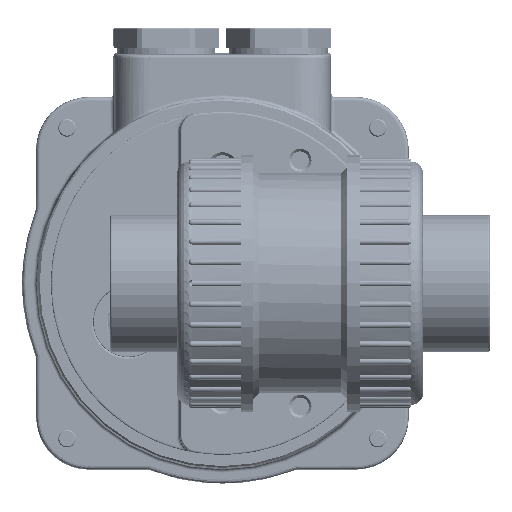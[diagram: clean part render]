
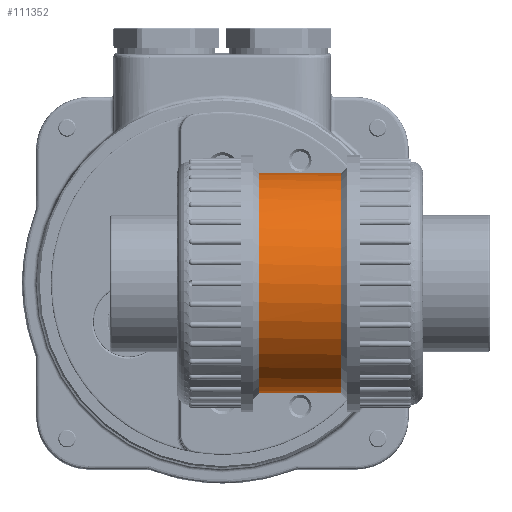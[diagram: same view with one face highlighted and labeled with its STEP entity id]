
A CAD part, front view. The second image highlights one B-rep face of the part: STEP entity #111352.
In plain terms, the highlighted cylindrical face has radius 31.25 mm (diameter 62.5 mm), a partial arc.
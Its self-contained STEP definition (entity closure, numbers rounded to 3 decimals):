
#542 = CARTESIAN_POINT ( 'NONE',  ( -7.745, 29.227, 11.061 ) ) ;
#1193 = CARTESIAN_POINT ( 'NONE',  ( 4.084, 28.472, 12.881 ) ) ;
#7894 = CARTESIAN_POINT ( 'NONE',  ( 11.65, 30.496, 6.821 ) ) ;
#8519 = AXIS2_PLACEMENT_3D ( 'NONE', #136404, #46325, #151616 ) ;
#9750 = DIRECTION ( 'NONE',  ( 0., 0., -1. ) ) ;
#12916 = CARTESIAN_POINT ( 'NONE',  ( -11.65, 0., -31.25 ) ) ;
#15634 = CARTESIAN_POINT ( 'NONE',  ( -7.01, 29.041, 11.541 ) ) ;
#15742 = CARTESIAN_POINT ( 'NONE',  ( -11.65, 0., 0. ) ) ;
#16261 = CARTESIAN_POINT ( 'NONE',  ( 5.727, 28.755, 12.239 ) ) ;
#22367 = EDGE_CURVE ( 'NONE', #77592, #140109, #85637, .T. ) ;
#30107 = CARTESIAN_POINT ( 'NONE',  ( -11.356, 30.384, 7.324 ) ) ;
#30730 = CARTESIAN_POINT ( 'NONE',  ( -4.666, 28.545, 12.723 ) ) ;
#30828 = DIRECTION ( 'NONE',  ( 0., 0., -1. ) ) ;
#31374 = CARTESIAN_POINT ( 'NONE',  ( 7.267, 29.101, 11.392 ) ) ;
#37145 = VERTEX_POINT ( 'NONE', #128944 ) ;
#42975 = EDGE_CURVE ( 'NONE', #77592, #37145, #161752, .T. ) ;
#45207 = CARTESIAN_POINT ( 'NONE',  ( -10.494, 30.073, 8.498 ) ) ;
#45852 = CARTESIAN_POINT ( 'NONE',  ( -2.367, 28.277, 13.304 ) ) ;
#46325 = DIRECTION ( 'NONE',  ( 1., 0., 0. ) ) ;
#46507 = CARTESIAN_POINT ( 'NONE',  ( 8.44, 29.419, 10.541 ) ) ;
#49059 = AXIS2_PLACEMENT_3D ( 'NONE', #188081, #98058, #68405 ) ;
#52611 = CIRCLE ( 'NONE', #125263, 31.25 ) ;
#60401 = CARTESIAN_POINT ( 'NONE',  ( -9.921, 29.878, 9.161 ) ) ;
#61042 = CARTESIAN_POINT ( 'NONE',  ( -0.6, 28.184, 13.5 ) ) ;
#61663 = CARTESIAN_POINT ( 'NONE',  ( 9.104, 29.617, 9.973 ) ) ;
#68405 = DIRECTION ( 'NONE',  ( 0., 0., -1. ) ) ;
#74025 = DIRECTION ( 'NONE',  ( -1., 0., 0. ) ) ;
#75544 = CARTESIAN_POINT ( 'NONE',  ( -9.105, 29.615, 9.984 ) ) ;
#76201 = CARTESIAN_POINT ( 'NONE',  ( 1.176, 28.202, 13.462 ) ) ;
#76849 = CARTESIAN_POINT ( 'NONE',  ( 10.351, 30.014, 8.745 ) ) ;
#77592 = VERTEX_POINT ( 'NONE', #155879 ) ;
#79993 = CYLINDRICAL_SURFACE ( 'NONE', #49059, 31.25 ) ;
#82899 = ORIENTED_EDGE ( 'NONE', *, *, #42975, .T. ) ;
#85637 = B_SPLINE_CURVE_WITH_KNOTS ( 'NONE', 3,
 ( #120230, #30107, #135317, #45207, #150512, #60401, #165534, #75544, #180653, #90703, #542, #105772, #15634, #120878, #30730, #135940, #45852, #151134, #61042, #166167, #76201, #181276, #91335, #1193, #106397, #16261, #121526, #31374, #136578, #46507, #151801, #61663, #166806, #76849, #181920, #91968 ),
 .UNSPECIFIED., .F., .F.,
 ( 4, 2, 2, 2, 2, 2, 2, 2, 2, 2, 2, 2, 2, 2, 2, 2, 2, 4 ),
 ( 0.029, 0.03, 0.031, 0.032, 0.034, 0.035, 0.036, 0.039, 0.041, 0.043, 0.045, 0.046, 0.048, 0.05, 0.052, 0.052, 0.053, 0.057 ),
 .UNSPECIFIED. ) ;
#90703 = CARTESIAN_POINT ( 'NONE',  ( -7.981, 29.291, 10.892 ) ) ;
#91335 = CARTESIAN_POINT ( 'NONE',  ( 2.947, 28.332, 13.188 ) ) ;
#91968 = CARTESIAN_POINT ( 'NONE',  ( 11.65, 30.496, 6.821 ) ) ;
#93262 = ORIENTED_EDGE ( 'NONE', *, *, #168362, .F. ) ;
#94765 = VERTEX_POINT ( 'NONE', #109575 ) ;
#97493 = ORIENTED_EDGE ( 'NONE', *, *, #22367, .F. ) ;
#98058 = DIRECTION ( 'NONE',  ( -1., 0., 0. ) ) ;
#99875 = DIRECTION ( 'NONE',  ( 1., 0., 0. ) ) ;
#105270 = CIRCLE ( 'NONE', #8519, 31.25 ) ;
#105772 = CARTESIAN_POINT ( 'NONE',  ( -7.26, 29.103, 11.385 ) ) ;
#106397 = CARTESIAN_POINT ( 'NONE',  ( 4.64, 28.558, 12.691 ) ) ;
#107348 = VERTEX_POINT ( 'NONE', #12916 ) ;
#109575 = CARTESIAN_POINT ( 'NONE',  ( 11.65, 0., -31.25 ) ) ;
#111352 = ADVANCED_FACE ( 'NONE', ( #173940 ), #79993, .T. ) ;
#118715 = CARTESIAN_POINT ( 'NONE',  ( 11.65, 0., -31.25 ) ) ;
#120230 = CARTESIAN_POINT ( 'NONE',  ( -11.65, 30.496, 6.821 ) ) ;
#120878 = CARTESIAN_POINT ( 'NONE',  ( -5.741, 28.745, 12.275 ) ) ;
#120986 = DIRECTION ( 'NONE',  ( 1., 0., 0. ) ) ;
#121526 = CARTESIAN_POINT ( 'NONE',  ( 6.258, 28.866, 11.976 ) ) ;
#125263 = AXIS2_PLACEMENT_3D ( 'NONE', #189928, #99875, #9750 ) ;
#128944 = CARTESIAN_POINT ( 'NONE',  ( -11.65, 0., 31.25 ) ) ;
#135317 = CARTESIAN_POINT ( 'NONE',  ( -11.03, 30.263, 7.805 ) ) ;
#135940 = CARTESIAN_POINT ( 'NONE',  ( -2.957, 28.333, 13.185 ) ) ;
#136404 = CARTESIAN_POINT ( 'NONE',  ( -11.65, 0., 0. ) ) ;
#136578 = CARTESIAN_POINT ( 'NONE',  ( 7.749, 29.226, 11.07 ) ) ;
#139320 = EDGE_CURVE ( 'NONE', #37145, #107348, #105270, .T. ) ;
#140109 = VERTEX_POINT ( 'NONE', #7894 ) ;
#140927 = ORIENTED_EDGE ( 'NONE', *, *, #141421, .F. ) ;
#141421 = EDGE_CURVE ( 'NONE', #94765, #107348, #144374, .T. ) ;
#144374 = LINE ( 'NONE', #118715, #179646 ) ;
#146708 = AXIS2_PLACEMENT_3D ( 'NONE', #15742, #120986, #30828 ) ;
#150512 = CARTESIAN_POINT ( 'NONE',  ( -10.307, 30.009, 8.724 ) ) ;
#151134 = CARTESIAN_POINT ( 'NONE',  ( -1.19, 28.203, 13.461 ) ) ;
#151616 = DIRECTION ( 'NONE',  ( 0., 0., -1. ) ) ;
#151801 = CARTESIAN_POINT ( 'NONE',  ( 8.665, 29.485, 10.357 ) ) ;
#155879 = CARTESIAN_POINT ( 'NONE',  ( -11.65, 30.496, 6.821 ) ) ;
#161752 = CIRCLE ( 'NONE', #146708, 31.25 ) ;
#165118 = EDGE_LOOP ( 'NONE', ( #97493, #82899, #181173, #140927, #93262 ) ) ;
#165534 = CARTESIAN_POINT ( 'NONE',  ( -9.721, 29.812, 9.372 ) ) ;
#166167 = CARTESIAN_POINT ( 'NONE',  ( 0.583, 28.183, 13.5 ) ) ;
#166806 = CARTESIAN_POINT ( 'NONE',  ( 9.318, 29.683, 9.773 ) ) ;
#168362 = EDGE_CURVE ( 'NONE', #140109, #94765, #52611, .T. ) ;
#173940 = FACE_OUTER_BOUND ( 'NONE', #165118, .T. ) ;
#179646 = VECTOR ( 'NONE', #74025, 1000. ) ;
#180653 = CARTESIAN_POINT ( 'NONE',  ( -8.67, 29.484, 10.364 ) ) ;
#181173 = ORIENTED_EDGE ( 'NONE', *, *, #139320, .T. ) ;
#181276 = CARTESIAN_POINT ( 'NONE',  ( 2.364, 28.276, 13.305 ) ) ;
#181920 = CARTESIAN_POINT ( 'NONE',  ( 11.058, 30.27, 7.831 ) ) ;
#188081 = CARTESIAN_POINT ( 'NONE',  ( 54., 0., 0. ) ) ;
#189928 = CARTESIAN_POINT ( 'NONE',  ( 11.65, 0., 0. ) ) ;
